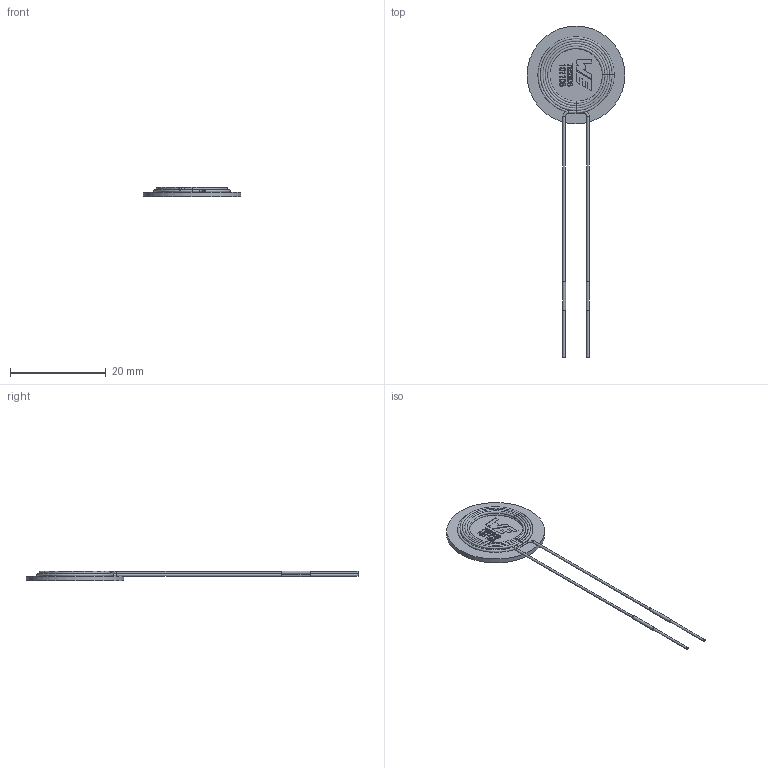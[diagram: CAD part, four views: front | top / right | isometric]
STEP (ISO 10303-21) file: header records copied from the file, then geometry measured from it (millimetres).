
FILE_DESCRIPTION(/* description */ ('Unknown'),/* implementation_level */ '2;1');
FILE_NAME(/* name */ 'L_Wurth_WE-WPCC-TX_760308101105',/* time_stamp */ '2025-04-18T11:26:44+08:00',/* author */ ('Unknown'),/* organization */ ('Unknown'),/* preprocessor_version */ 'ST-DEVELOPER v19.4',/* originating_system */ 'Solid Edge',/* authorisation */ 'Unknown');
FILE_SCHEMA (('AUTOMOTIVE_DESIGN {1 0 10303 214 3 1 1}'));
Length unit declared in the file: millimetre
Products named in the file (2): L_Wurth_WE-WPCC-TX_760308101105
Assembly tree (1 placements, depth 2):
  L_Wurth_WE-WPCC-TX_760308101105
    L_Wurth_WE-WPCC-TX_760308101105
Bounding box: 20.5 x 69.5 x 2.06 mm (x, y, z)
Volume: 418.1 mm3; surface area: 1449.8 mm2
Topology: 2 solids, 2 shells, 148 faces, 343 edges, 223 vertices
Faces by surface type: plane 91, bspline 36, torus 11, cylinder 10
Full cylindrical faces by diameter (mm): 0.48 x6, 0.64 x2, 20.5 x1
Entity records: 8301 total; most frequent: CARTESIAN_POINT 4364, ORIENTED_EDGE 594, DIRECTION 426, EDGE_CURVE 297, VERTEX_POINT 226, FACE_BOUND 225, EDGE_LOOP 216, AXIS2_PLACEMENT_3D 149
